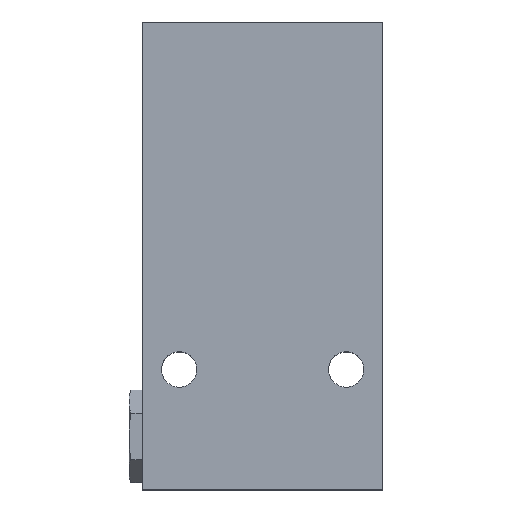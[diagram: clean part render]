
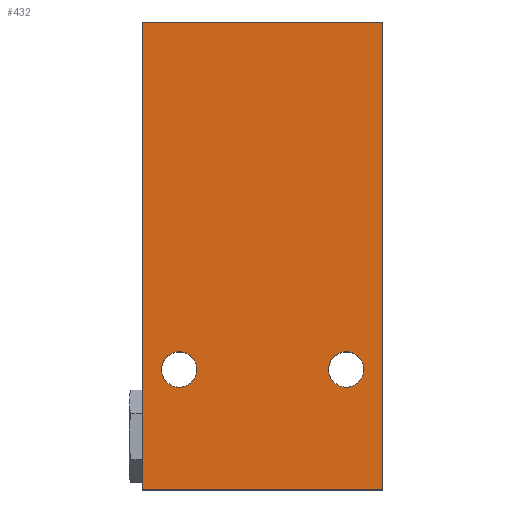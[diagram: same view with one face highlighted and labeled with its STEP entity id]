
A CAD part, top view. The second image highlights one B-rep face of the part: STEP entity #432.
In plain terms, the highlighted planar face has unit normal (0, 0, 1).
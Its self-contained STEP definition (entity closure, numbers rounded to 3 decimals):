
#33=LINE('',#668,#57);
#37=LINE('',#680,#61);
#46=LINE('',#698,#70);
#48=LINE('',#703,#72);
#57=VECTOR('',#528,1000.);
#61=VECTOR('',#538,1000.);
#70=VECTOR('',#549,1000.);
#72=VECTOR('',#555,1000.);
#83=PLANE('',#479);
#134=ORIENTED_EDGE('',*,*,#240,.F.);
#135=ORIENTED_EDGE('',*,*,#216,.F.);
#136=ORIENTED_EDGE('',*,*,#221,.T.);
#137=ORIENTED_EDGE('',*,*,#227,.T.);
#138=ORIENTED_EDGE('',*,*,#236,.T.);
#139=ORIENTED_EDGE('',*,*,#239,.T.);
#216=EDGE_CURVE('',#271,#271,#311,.T.);
#221=EDGE_CURVE('',#277,#276,#33,.T.);
#227=EDGE_CURVE('',#276,#281,#37,.T.);
#236=EDGE_CURVE('',#281,#289,#46,.T.);
#239=EDGE_CURVE('',#289,#277,#48,.T.);
#240=EDGE_CURVE('',#291,#291,#316,.T.);
#271=VERTEX_POINT('',#639);
#276=VERTEX_POINT('',#667);
#277=VERTEX_POINT('',#669);
#281=VERTEX_POINT('',#679);
#289=VERTEX_POINT('',#697);
#291=VERTEX_POINT('',#706);
#311=CIRCLE('',#470,2.65);
#316=CIRCLE('',#480,2.65);
#340=EDGE_LOOP('',(#134));
#341=EDGE_LOOP('',(#135));
#342=EDGE_LOOP('',(#136,#137,#138,#139));
#386=FACE_BOUND('',#340,.T.);
#387=FACE_BOUND('',#341,.T.);
#388=FACE_BOUND('',#342,.T.);
#432=ADVANCED_FACE('',(#386,#387,#388),#83,.T.);
#470=AXIS2_PLACEMENT_3D('',#638,#520,#521);
#479=AXIS2_PLACEMENT_3D('',#704,#556,#557);
#480=AXIS2_PLACEMENT_3D('',#705,#558,#559);
#520=DIRECTION('',(0.,0.,1.));
#521=DIRECTION('',(1.,0.,0.));
#528=DIRECTION('',(-1.,0.,0.));
#538=DIRECTION('',(0.,-1.,0.));
#549=DIRECTION('',(1.,0.,0.));
#555=DIRECTION('',(0.,1.,0.));
#556=DIRECTION('',(0.,0.,1.));
#557=DIRECTION('',(1.,0.,0.));
#558=DIRECTION('',(0.,0.,1.));
#559=DIRECTION('',(1.,0.,0.));
#638=CARTESIAN_POINT('',(5.5,18.,9.));
#639=CARTESIAN_POINT('',(8.15,18.,9.));
#667=CARTESIAN_POINT('',(0.,70.,9.));
#668=CARTESIAN_POINT('',(36.,70.,9.));
#669=CARTESIAN_POINT('',(36.,70.,9.));
#679=CARTESIAN_POINT('',(0.,0.,9.));
#680=CARTESIAN_POINT('',(0.,70.,9.));
#697=CARTESIAN_POINT('',(36.,0.,9.));
#698=CARTESIAN_POINT('',(0.,0.,9.));
#703=CARTESIAN_POINT('',(36.,0.,9.));
#704=CARTESIAN_POINT('',(0.,0.,9.));
#705=CARTESIAN_POINT('',(30.5,18.,9.));
#706=CARTESIAN_POINT('',(33.15,18.,9.));
